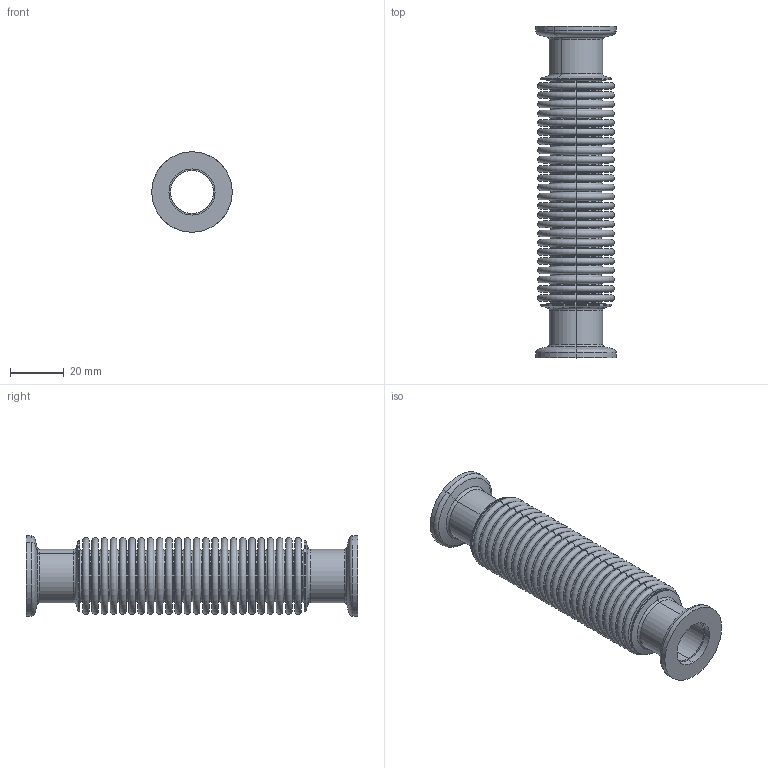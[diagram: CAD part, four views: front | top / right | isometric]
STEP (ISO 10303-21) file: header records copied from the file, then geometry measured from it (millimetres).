
FILE_DESCRIPTION (( 'STEP AP214' ), '1' );
FILE_NAME ('Hositrad_KX16-123.STEP', '2014-09-23T13:46:55', ( '' ), ( '' ), 'SwSTEP 2.0', 'SolidWorks 2014', '' );
FILE_SCHEMA (( 'AUTOMOTIVE_DESIGN' ));
Length unit declared in the file: millimetre
Products named in the file (3): KF16-stub; HydroFormedBellow-29-19-L84; Hositrad_KX16-123
Assembly tree (3 placements, depth 2):
  Hositrad_KX16-123
    HydroFormedBellow-29-19-L84
    KF16-stub  x2
Bounding box: 30 x 123.76 x 30 mm (x, y, z)
Volume: 13721 mm3; surface area: 49762.9 mm2
Topology: 3 solids, 3 shells, 452 faces, 904 edges, 560 vertices
Faces by surface type: torus 308, plane 108, cylinder 24, cone 12
Entity records: 11602 total; most frequent: DIRECTION 2548, CARTESIAN_POINT 1814, ORIENTED_EDGE 1704, AXIS2_PLACEMENT_3D 1264, EDGE_CURVE 852, CIRCLE 832, EDGE_LOOP 530, VERTEX_POINT 530
